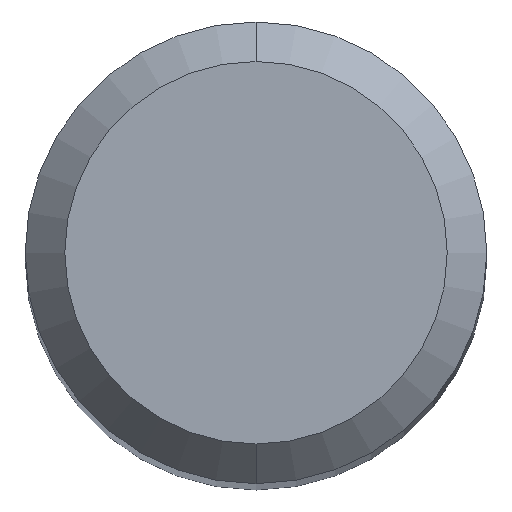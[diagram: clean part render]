
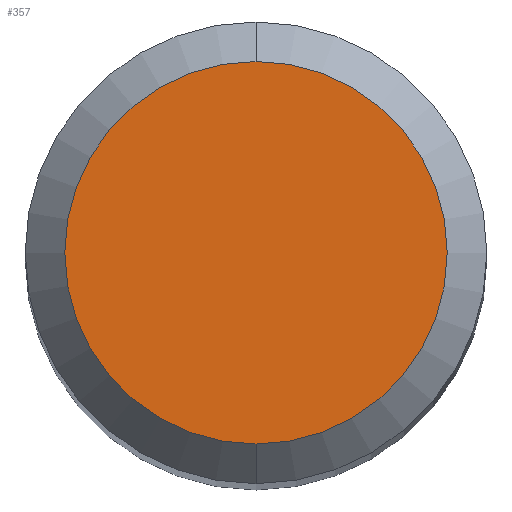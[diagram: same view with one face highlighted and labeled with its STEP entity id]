
A CAD part, top view. The second image highlights one B-rep face of the part: STEP entity #357.
In plain terms, the highlighted planar face has unit normal (0, 0, 1).
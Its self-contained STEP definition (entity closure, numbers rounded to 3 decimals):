
#285=VERTEX_POINT('',#678);
#357=ADVANCED_FACE('',(#756),#757,.T.);
#393=EDGE_CURVE('',#411,#285,#797,.T.);
#411=VERTEX_POINT('',#816);
#539=EDGE_CURVE('',#285,#411,#964,.T.);
#678=CARTESIAN_POINT('',(0.0,1.45,0.0));
#756=FACE_OUTER_BOUND('',#1356,.T.);
#757=PLANE('',#1357);
#797=CIRCLE('',#1421,1.45);
#816=CARTESIAN_POINT('',(0.,-1.45,0.0));
#964=CIRCLE('',#1707,1.45);
#1356=EDGE_LOOP('',(#1899,#1900));
#1357=AXIS2_PLACEMENT_3D('',#1901,#1902,#1903);
#1421=AXIS2_PLACEMENT_3D('',#1955,#1956,#1957);
#1707=AXIS2_PLACEMENT_3D('',#2206,#2207,#2208);
#1899=ORIENTED_EDGE('',*,*,#539,.F.);
#1900=ORIENTED_EDGE('',*,*,#393,.F.);
#1901=CARTESIAN_POINT('',(0.0,0.725,0.0));
#1902=DIRECTION('',(-0.0,0.0,1.0));
#1903=DIRECTION('',(0.0,-1.0,0.0));
#1955=CARTESIAN_POINT('',(0.0,0.0,0.0));
#1956=DIRECTION('',(0.0,0.0,-1.0));
#1957=DIRECTION('',(0.0,1.0,0.0));
#2206=CARTESIAN_POINT('',(0.0,0.0,0.0));
#2207=DIRECTION('',(0.0,0.0,-1.0));
#2208=DIRECTION('',(0.0,1.0,0.0));
